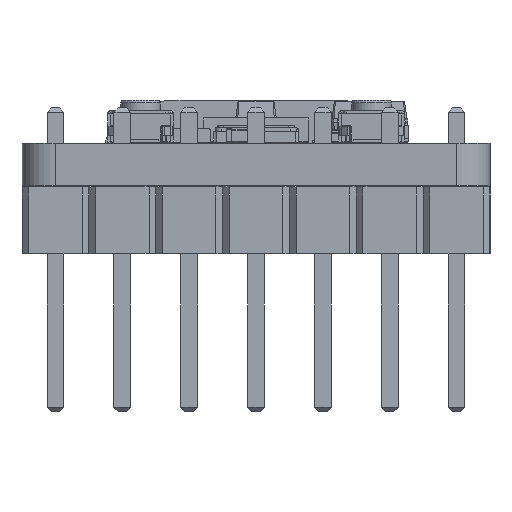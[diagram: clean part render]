
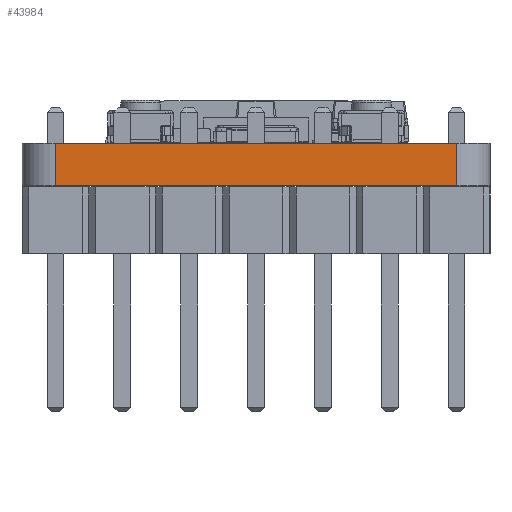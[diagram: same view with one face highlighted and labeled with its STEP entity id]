
A CAD part, front view. The second image highlights one B-rep face of the part: STEP entity #43984.
In plain terms, the highlighted planar face has unit normal (0, -1, 0).
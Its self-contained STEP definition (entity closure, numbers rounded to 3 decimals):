
#42586 = VERTEX_POINT('',#42587);
#42587 = CARTESIAN_POINT('',(16.51,-31.877,0.));
#42594 = EDGE_CURVE('',#42586,#42595,#42597,.T.);
#42595 = VERTEX_POINT('',#42596);
#42596 = CARTESIAN_POINT('',(1.27,-31.877,0.));
#42597 = LINE('',#42598,#42599);
#42598 = CARTESIAN_POINT('',(16.51,-31.877,0.));
#42599 = VECTOR('',#42600,1.);
#42600 = DIRECTION('',(-1.,0.,0.));
#43233 = VERTEX_POINT('',#43234);
#43234 = CARTESIAN_POINT('',(16.51,-31.877,1.6));
#43241 = EDGE_CURVE('',#43233,#43242,#43244,.T.);
#43242 = VERTEX_POINT('',#43243);
#43243 = CARTESIAN_POINT('',(1.27,-31.877,1.6));
#43244 = LINE('',#43245,#43246);
#43245 = CARTESIAN_POINT('',(16.51,-31.877,1.6));
#43246 = VECTOR('',#43247,1.);
#43247 = DIRECTION('',(-1.,0.,0.));
#43954 = EDGE_CURVE('',#42595,#43242,#43955,.T.);
#43955 = LINE('',#43956,#43957);
#43956 = CARTESIAN_POINT('',(1.27,-31.877,0.));
#43957 = VECTOR('',#43958,1.);
#43958 = DIRECTION('',(0.,0.,1.));
#43973 = EDGE_CURVE('',#42586,#43233,#43974,.T.);
#43974 = LINE('',#43975,#43976);
#43975 = CARTESIAN_POINT('',(16.51,-31.877,0.));
#43976 = VECTOR('',#43977,1.);
#43977 = DIRECTION('',(0.,0.,1.));
#43984 = ADVANCED_FACE('',(#43985),#43991,.T.);
#43985 = FACE_BOUND('',#43986,.T.);
#43986 = EDGE_LOOP('',(#43987,#43988,#43989,#43990));
#43987 = ORIENTED_EDGE('',*,*,#43973,.T.);
#43988 = ORIENTED_EDGE('',*,*,#43241,.T.);
#43989 = ORIENTED_EDGE('',*,*,#43954,.F.);
#43990 = ORIENTED_EDGE('',*,*,#42594,.F.);
#43991 = PLANE('',#43992);
#43992 = AXIS2_PLACEMENT_3D('',#43993,#43994,#43995);
#43993 = CARTESIAN_POINT('',(16.51,-31.877,0.));
#43994 = DIRECTION('',(0.,-1.,0.));
#43995 = DIRECTION('',(-1.,0.,0.));
